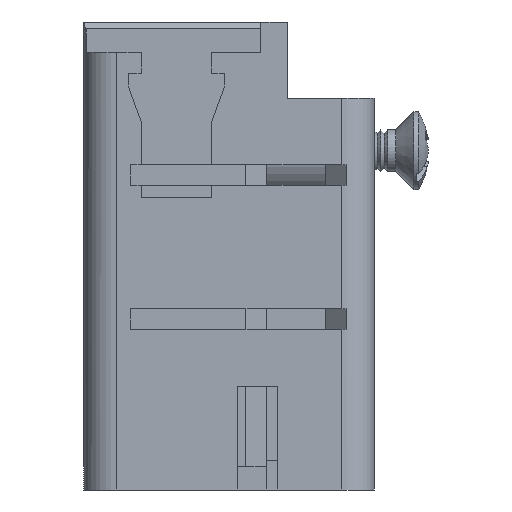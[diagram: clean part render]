
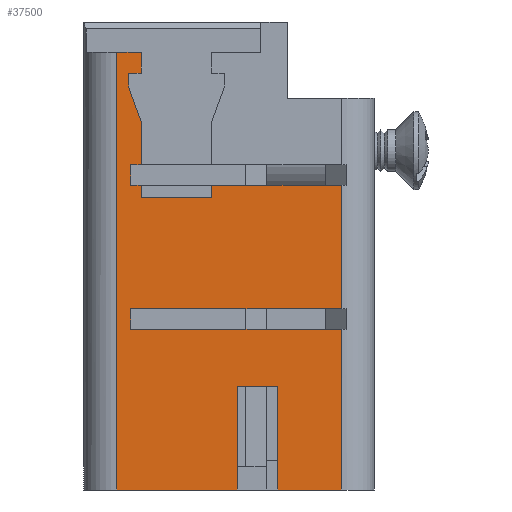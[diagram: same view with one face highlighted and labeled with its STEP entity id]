
A CAD part, left-side view. The second image highlights one B-rep face of the part: STEP entity #37500.
In plain terms, the highlighted face is planar.
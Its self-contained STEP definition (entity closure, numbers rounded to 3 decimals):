
#34730=CARTESIAN_POINT('',(118.639,95.532,5.7));
#34740=DIRECTION('',(0.,0.,-1.));
#34750=VECTOR('',#34740,1.);
#34760=LINE('',#34730,#34750);
#34940=CARTESIAN_POINT('',(118.639,95.532,33.7));
#34950=VERTEX_POINT('',#34940);
#34980=CARTESIAN_POINT('',(118.639,95.532,22.1));
#34990=VERTEX_POINT('',#34980);
#35000=EDGE_CURVE('',#34950,#34990,#34760,.T.);
#35240=CARTESIAN_POINT('',(118.639,95.532,20.6));
#35250=VERTEX_POINT('',#35240);
#35280=CARTESIAN_POINT('',(118.639,95.532,11.7));
#35290=VERTEX_POINT('',#35280);
#35300=EDGE_CURVE('',#35250,#35290,#34760,.T.);
#35510=CARTESIAN_POINT('',(103.439,95.532,22.1));
#35520=VERTEX_POINT('',#35510);
#35570=CARTESIAN_POINT('',(103.439,95.532,21.7));
#35580=DIRECTION('',(0.,0.,-1.));
#35590=VECTOR('',#35580,1.);
#35600=LINE('',#35570,#35590);
#35610=CARTESIAN_POINT('',(103.439,95.532,20.6));
#35620=VERTEX_POINT('',#35610);
#35630=EDGE_CURVE('',#35520,#35620,#35600,.T.);
#35820=CARTESIAN_POINT('',(112.339,95.532,
0.1));
#35830=DIRECTION('',(0.,1.,-0.));
#35840=DIRECTION('',(-1.,0.,0.));
#35850=AXIS2_PLACEMENT_3D('',#35820,#35830,#35840);
#35860=PLANE('',#35850);
#35870=ORIENTED_EDGE('',*,*,#35300,.T.);
#35880=CARTESIAN_POINT('',(173.393,95.532,20.6));
#35890=DIRECTION('',(-1.,0.,0.));
#35900=VECTOR('',#35890,1.);
#35910=LINE('',#35880,#35900);
#35920=EDGE_CURVE('',#35250,#35620,#35910,.T.);
#35930=ORIENTED_EDGE('',*,*,#35920,.F.);
#35940=ORIENTED_EDGE('',*,*,#35630,.T.);
#35950=CARTESIAN_POINT('',(173.393,95.532,22.1));
#35960=DIRECTION('',(1.,0.,0.));
#35970=VECTOR('',#35960,1.);
#35980=LINE('',#35950,#35970);
#35990=EDGE_CURVE('',#35520,#34990,#35980,.T.);
#36000=ORIENTED_EDGE('',*,*,#35990,.F.);
#36010=ORIENTED_EDGE('',*,*,#35000,.T.);
#36020=CARTESIAN_POINT('',(173.393,95.532,33.7));
#36030=DIRECTION('',(-1.,0.,0.));
#36040=VECTOR('',#36030,1.);
#36050=LINE('',#36020,#36040);
#36060=CARTESIAN_POINT('',(114.039,95.532,33.7));
#36070=VERTEX_POINT('',#36060);
#36080=EDGE_CURVE('',#34950,#36070,#36050,.T.);
#36090=ORIENTED_EDGE('',*,*,#36080,.F.);
#36100=CARTESIAN_POINT('',(114.039,95.532,21.7));
#36110=DIRECTION('',(0.,0.,-1.));
#36120=VECTOR('',#36110,1.);
#36130=LINE('',#36100,#36120);
#36140=CARTESIAN_POINT('',(114.039,95.532,26.2));
#36150=VERTEX_POINT('',#36140);
#36160=EDGE_CURVE('',#36070,#36150,#36130,.T.);
#36170=ORIENTED_EDGE('',*,*,#36160,.F.);
#36180=CARTESIAN_POINT('',(173.393,95.532,26.2));
#36190=DIRECTION('',(-1.,0.,0.));
#36200=VECTOR('',#36190,1.);
#36210=LINE('',#36180,#36200);
#36220=CARTESIAN_POINT('',(111.139,95.532,26.2));
#36230=VERTEX_POINT('',#36220);
#36240=EDGE_CURVE('',#36150,#36230,#36210,.T.);
#36250=ORIENTED_EDGE('',*,*,#36240,.F.);
#36260=CARTESIAN_POINT('',(111.139,95.532,21.7));
#36270=DIRECTION('',(0.,0.,1.));
#36280=VECTOR('',#36270,1.);
#36290=LINE('',#36260,#36280);
#36300=CARTESIAN_POINT('',(111.139,95.532,33.7));
#36310=VERTEX_POINT('',#36300);
#36320=EDGE_CURVE('',#36230,#36310,#36290,.T.);
#36330=ORIENTED_EDGE('',*,*,#36320,.F.);
#36340=CARTESIAN_POINT('',(173.393,95.532,33.7));
#36350=DIRECTION('',(1.,0.,0.));
#36360=VECTOR('',#36350,1.);
#36370=LINE('',#36340,#36360);
#36380=CARTESIAN_POINT('',(102.439,95.532,33.7));
#36390=VERTEX_POINT('',#36380);
#36400=EDGE_CURVE('',#36390,#36310,#36370,.T.);
#36410=ORIENTED_EDGE('',*,*,#36400,.T.);
#36420=CARTESIAN_POINT('',(102.439,95.532,
0.1));
#36430=DIRECTION('',(0.,0.,1.));
#36440=VECTOR('',#36430,1.);
#36450=LINE('',#36420,#36440);
#36460=CARTESIAN_POINT('',(102.439,95.532,2.1));
#36470=VERTEX_POINT('',#36460);
#36480=EDGE_CURVE('',#36470,#36390,#36450,.T.);
#36490=ORIENTED_EDGE('',*,*,#36480,.T.);
#36500=CARTESIAN_POINT('',(173.393,95.532,2.1));
#36510=DIRECTION('',(1.,0.,0.));
#36520=VECTOR('',#36510,1.);
#36530=LINE('',#36500,#36520);
#36540=CARTESIAN_POINT('',(104.189,95.532,2.1));
#36550=VERTEX_POINT('',#36540);
#36560=EDGE_CURVE('',#36470,#36550,#36530,.T.);
#36570=ORIENTED_EDGE('',*,*,#36560,.F.);
#36580=CARTESIAN_POINT('',(104.189,95.532,21.7));
#36590=DIRECTION('',(0.,0.,-1.));
#36600=VECTOR('',#36590,1.);
#36610=LINE('',#36580,#36600);
#36620=CARTESIAN_POINT('',(104.189,95.532,3.6));
#36630=VERTEX_POINT('',#36620);
#36640=EDGE_CURVE('',#36630,#36550,#36610,.T.);
#36650=ORIENTED_EDGE('',*,*,#36640,.T.);
#36660=CARTESIAN_POINT('',(173.393,95.532,3.6));
#36670=DIRECTION('',(1.,0.,0.));
#36680=VECTOR('',#36670,1.);
#36690=LINE('',#36660,#36680);
#36700=CARTESIAN_POINT('',(103.289,95.532,3.6));
#36710=VERTEX_POINT('',#36700);
#36720=EDGE_CURVE('',#36710,#36630,#36690,.T.);
#36730=ORIENTED_EDGE('',*,*,#36720,.T.);
#36740=CARTESIAN_POINT('',(103.289,95.532,21.7));
#36750=DIRECTION('',(0.,0.,-1.));
#36760=VECTOR('',#36750,1.);
#36770=LINE('',#36740,#36760);
#36780=CARTESIAN_POINT('',(103.289,95.532,
4.6));
#36790=VERTEX_POINT('',#36780);
#36800=EDGE_CURVE('',#36790,#36710,#36770,.T.);
#36810=ORIENTED_EDGE('',*,*,#36800,.T.);
#36820=CARTESIAN_POINT('',(109.513,95.532,21.7));
#36830=DIRECTION('',(-0.342,0.,-0.94));
#36840=VECTOR('',#36830,1.);
#36850=LINE('',#36820,#36840);
#36860=CARTESIAN_POINT('',(104.189,95.532,
7.073));
#36870=VERTEX_POINT('',#36860);
#36880=EDGE_CURVE('',#36870,#36790,#36850,.T.);
#36890=ORIENTED_EDGE('',*,*,#36880,.T.);
#36900=CARTESIAN_POINT('',(104.189,95.532,21.7));
#36910=DIRECTION('',(0.,0.,-1.));
#36920=VECTOR('',#36910,1.);
#36930=LINE('',#36900,#36920);
#36940=CARTESIAN_POINT('',(104.189,95.532,10.2));
#36950=VERTEX_POINT('',#36940);
#36960=EDGE_CURVE('',#36950,#36870,#36930,.T.);
#36970=ORIENTED_EDGE('',*,*,#36960,.T.);
#36980=CARTESIAN_POINT('',(173.393,95.532,10.2));
#36990=DIRECTION('',(-1.,0.,0.));
#37000=VECTOR('',#36990,1.);
#37010=LINE('',#36980,#37000);
#37020=CARTESIAN_POINT('',(103.439,95.532,10.2));
#37030=VERTEX_POINT('',#37020);
#37040=EDGE_CURVE('',#36950,#37030,#37010,.T.);
#37050=ORIENTED_EDGE('',*,*,#37040,.F.);
#37060=CARTESIAN_POINT('',(103.439,95.532,21.7));
#37070=DIRECTION('',(0.,0.,-1.));
#37080=VECTOR('',#37070,1.);
#37090=LINE('',#37060,#37080);
#37100=CARTESIAN_POINT('',(103.439,95.532,11.7));
#37110=VERTEX_POINT('',#37100);
#37120=EDGE_CURVE('',#37110,#37030,#37090,.T.);
#37130=ORIENTED_EDGE('',*,*,#37120,.T.);
#37140=CARTESIAN_POINT('',(173.393,95.532,11.7));
#37150=DIRECTION('',(1.,0.,0.));
#37160=VECTOR('',#37150,1.);
#37170=LINE('',#37140,#37160);
#37180=CARTESIAN_POINT('',(104.189,95.532,11.7));
#37190=VERTEX_POINT('',#37180);
#37200=EDGE_CURVE('',#37110,#37190,#37170,.T.);
#37210=ORIENTED_EDGE('',*,*,#37200,.F.);
#37220=CARTESIAN_POINT('',(104.189,95.532,12.6));
#37230=VERTEX_POINT('',#37220);
#37240=EDGE_CURVE('',#37230,#37190,#36930,.T.);
#37250=ORIENTED_EDGE('',*,*,#37240,.T.);
#37260=CARTESIAN_POINT('',(173.393,95.532,12.6));
#37270=DIRECTION('',(1.,0.,0.));
#37280=VECTOR('',#37270,1.);
#37290=LINE('',#37260,#37280);
#37300=CARTESIAN_POINT('',(109.289,95.532,12.6));
#37310=VERTEX_POINT('',#37300);
#37320=EDGE_CURVE('',#37230,#37310,#37290,.T.);
#37330=ORIENTED_EDGE('',*,*,#37320,.F.);
#37340=CARTESIAN_POINT('',(109.289,95.532,21.7));
#37350=DIRECTION('',(0.,0.,-1.));
#37360=VECTOR('',#37350,1.);
#37370=LINE('',#37340,#37360);
#37380=CARTESIAN_POINT('',(109.289,95.532,11.7));
#37390=VERTEX_POINT('',#37380);
#37400=EDGE_CURVE('',#37310,#37390,#37370,.T.);
#37410=ORIENTED_EDGE('',*,*,#37400,.F.);
#37420=CARTESIAN_POINT('',(173.393,95.532,11.7));
#37430=DIRECTION('',(1.,0.,0.));
#37440=VECTOR('',#37430,1.);
#37450=LINE('',#37420,#37440);
#37460=EDGE_CURVE('',#37390,#35290,#37450,.T.);
#37470=ORIENTED_EDGE('',*,*,#37460,.F.);
#37480=EDGE_LOOP('',(#37470,#37410,#37330,#37250,#37210,#37130,#37050,
#36970,#36890,#36810,#36730,#36650,#36570,#36490,#36410,#36330,#36250,
#36170,#36090,#36010,#36000,#35940,#35930,#35870));
#37490=FACE_OUTER_BOUND('',#37480,.T.);
#37500=ADVANCED_FACE('',(#37490),#35860,.T.);
